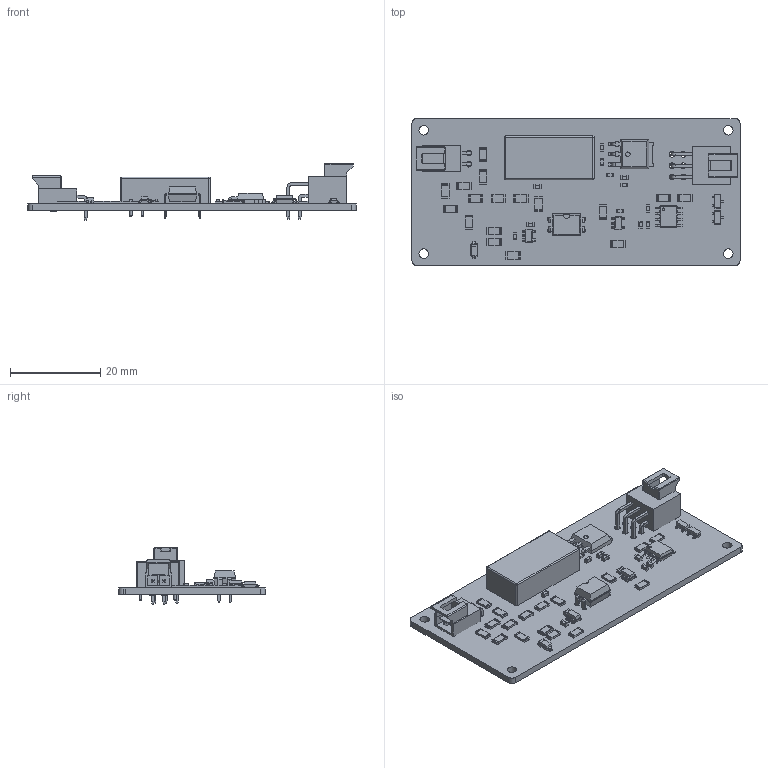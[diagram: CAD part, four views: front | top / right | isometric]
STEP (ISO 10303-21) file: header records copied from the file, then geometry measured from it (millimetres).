
FILE_DESCRIPTION(('KiCad electronic assembly'),'2;1');
FILE_NAME('RML-Yianni-Revamp.step','2025-10-25T11:29:20',('Pcbnew'),( 'Kicad'),'Open CASCADE STEP processor 7.8','KiCad to STEP converter' ,'Unknown');
FILE_SCHEMA(('AUTOMOTIVE_DESIGN { 1 0 10303 214 1 1 1 1 }'));
Length unit declared in the file: millimetre
Products named in the file (18): RML-Yianni-Revamp 1; R_1206_3216Metric; C_0603_1608Metric; SOIC-8_3.9x4.9mm_P1.27mm; DIP-4_W7.62mm; SOT-23-5; 1053141106; SOLID; COMPOUND; TO-252-3_TabPin2; RML-Yianni-Revamp 1.23.1; SOT-23; D_SOD-123; 1053131202; Converter_DCDC_XP_POWER-IAxxxxD_THT; RML-Yianni-Revamp_PCB
Assembly tree (46 placements, depth 3):
  RML-Yianni-Revamp 1
    R_1206_3216Metric  x17
    C_0603_1608Metric  x12
    SOIC-8_3.9x4.9mm_P1.27mm
    DIP-4_W7.62mm
    SOT-23-5  x2
    1053141106
      SOLID
      COMPOUND
    TO-252-3_TabPin2
      RML-Yianni-Revamp 1.23.1
    SOT-23  x2
    D_SOD-123
    1053131202
      SOLID
      COMPOUND
    Converter_DCDC_XP_POWER-IAxxxxD_THT
    RML-Yianni-Revamp_PCB
Bounding box: 72.6 x 32.49 x 12.59 mm (x, y, z)
Volume: 5390.6 mm3; surface area: 8272.7 mm2
Topology: 45 solids, 45 shells, 2023 faces, 5213 edges, 3352 vertices
Faces by surface type: plane 1272, cylinder 527, bspline 186, cone 24, sphere 8, torus 6
Full cylindrical faces by diameter (mm): 0.51 x6, 0.6 x1, 0.8 x4, 0.85 x6, 1 x1, 1.245 x8, 1.854 x4, 2.1 x4
Entity records: 38227 total; most frequent: CARTESIAN_POINT 6839, ORIENTED_EDGE 5696, DIRECTION 5307, EDGE_CURVE 2848, LINE 2141, VECTOR 2141, VERTEX_POINT 1796, AXIS2_PLACEMENT_3D 1583
